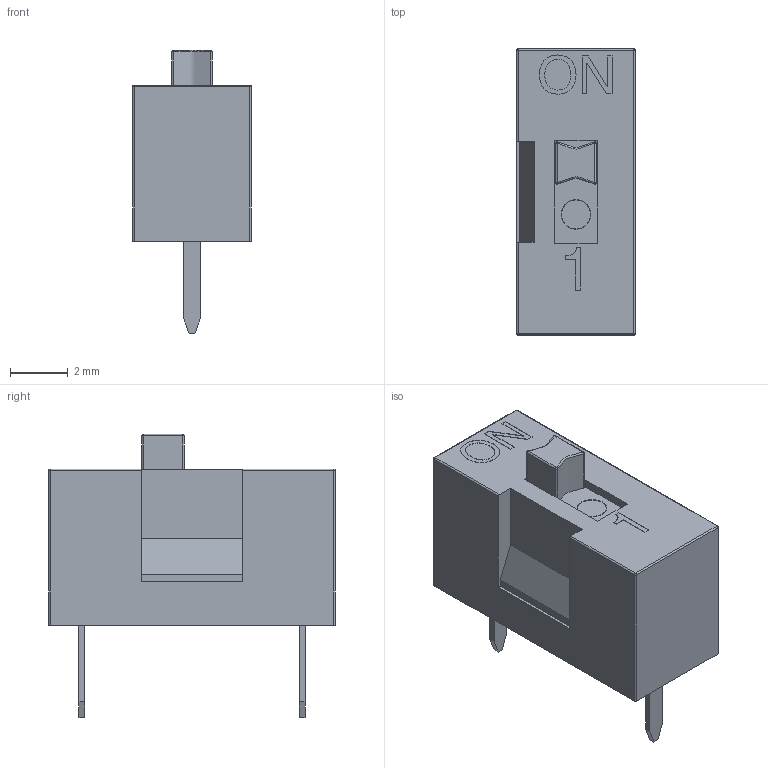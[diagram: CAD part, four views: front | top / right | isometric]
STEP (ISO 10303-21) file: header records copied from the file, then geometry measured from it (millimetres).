
FILE_DESCRIPTION (( 'STEP AP214' ), '1' );
FILE_NAME ('SW-TH_2P-L4.1-W9.9-H5.4-P2.54.step', '2022-07-26T16:12:34', ( '' ), ( '' ), 'SwSTEP 2.0', 'SolidWorks 2020', '' );
FILE_SCHEMA (( 'AUTOMOTIVE_DESIGN' ));
Length unit declared in the file: millimetre
Products named in the file (1): SW-TH_2P-L4.1-W9.9-H5.4-P2.54
Bounding box: 4.1 x 9.9 x 9.8 mm (x, y, z)
Volume: 200.6 mm3; surface area: 286.4 mm2
Topology: 15 solids, 15 shells, 395 faces, 1030 edges, 674 vertices
Faces by surface type: plane 243, bspline 125, cylinder 17, sphere 8, torus 2
Entity records: 17658 total; most frequent: CARTESIAN_POINT 4999, ORIENTED_EDGE 2036, DIRECTION 1350, EDGE_CURVE 1018, LINE 724, VECTOR 724, VERTEX_POINT 670, EDGE_LOOP 424
